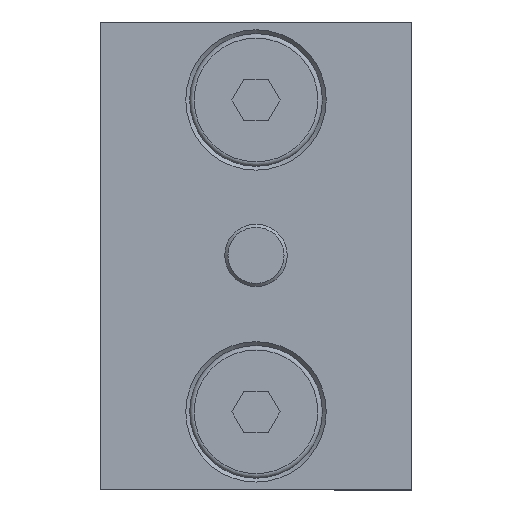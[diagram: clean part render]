
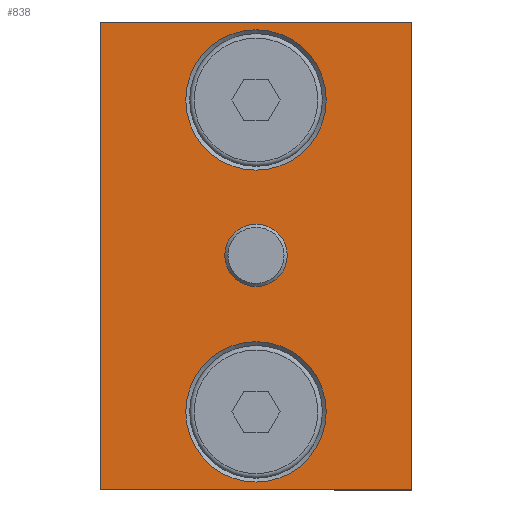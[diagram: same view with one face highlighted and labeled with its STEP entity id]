
A CAD part, top view. The second image highlights one B-rep face of the part: STEP entity #838.
In plain terms, the highlighted planar face has unit normal (0, 0, 1).
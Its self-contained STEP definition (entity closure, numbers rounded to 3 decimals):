
#54=CIRCLE('',#892,2.459);
#55=CIRCLE('',#893,6.75);
#56=CIRCLE('',#894,6.75);
#89=ORIENTED_EDGE('',*,*,#219,.F.);
#90=ORIENTED_EDGE('',*,*,#220,.T.);
#91=ORIENTED_EDGE('',*,*,#221,.T.);
#92=ORIENTED_EDGE('',*,*,#209,.F.);
#93=ORIENTED_EDGE('',*,*,#218,.F.);
#94=ORIENTED_EDGE('',*,*,#215,.F.);
#95=ORIENTED_EDGE('',*,*,#212,.F.);
#209=EDGE_CURVE('',#276,#277,#327,.T.);
#212=EDGE_CURVE('',#277,#279,#330,.T.);
#215=EDGE_CURVE('',#279,#281,#333,.T.);
#218=EDGE_CURVE('',#281,#276,#336,.T.);
#219=EDGE_CURVE('',#282,#282,#54,.T.);
#220=EDGE_CURVE('',#283,#283,#55,.T.);
#221=EDGE_CURVE('',#284,#284,#56,.T.);
#276=VERTEX_POINT('',#1126);
#277=VERTEX_POINT('',#1128);
#279=VERTEX_POINT('',#1134);
#281=VERTEX_POINT('',#1140);
#282=VERTEX_POINT('',#1147);
#283=VERTEX_POINT('',#1149);
#284=VERTEX_POINT('',#1151);
#327=LINE('',#1127,#375);
#330=LINE('',#1133,#378);
#333=LINE('',#1139,#381);
#336=LINE('',#1144,#384);
#375=VECTOR('',#954,1000.);
#378=VECTOR('',#959,1000.);
#381=VECTOR('',#964,1000.);
#384=VECTOR('',#969,1000.);
#425=EDGE_LOOP('',(#89));
#426=EDGE_LOOP('',(#90));
#427=EDGE_LOOP('',(#91));
#428=EDGE_LOOP('',(#92,#93,#94,#95));
#485=FACE_BOUND('',#425,.T.);
#486=FACE_BOUND('',#426,.T.);
#487=FACE_BOUND('',#427,.T.);
#488=FACE_BOUND('',#428,.T.);
#545=PLANE('',#891);
#838=ADVANCED_FACE('',(#485,#486,#487,#488),#545,.F.);
#891=AXIS2_PLACEMENT_3D('',#1145,#970,#971);
#892=AXIS2_PLACEMENT_3D('',#1146,#972,#973);
#893=AXIS2_PLACEMENT_3D('',#1148,#974,#975);
#894=AXIS2_PLACEMENT_3D('',#1150,#976,#977);
#954=DIRECTION('',(0.,1.,0.));
#959=DIRECTION('',(1.,0.,0.));
#964=DIRECTION('',(0.,-1.,0.));
#969=DIRECTION('',(-1.,0.,0.));
#970=DIRECTION('',(0.,0.,-1.));
#971=DIRECTION('',(-1.,0.,0.));
#972=DIRECTION('',(0.,0.,1.));
#973=DIRECTION('',(1.,0.,0.));
#974=DIRECTION('',(0.,0.,-1.));
#975=DIRECTION('',(0.,1.,0.));
#976=DIRECTION('',(0.,0.,-1.));
#977=DIRECTION('',(0.,1.,0.));
#1126=CARTESIAN_POINT('',(-22.5,-15.,8.));
#1127=CARTESIAN_POINT('',(-22.5,-15.,8.));
#1128=CARTESIAN_POINT('',(-22.5,15.,8.));
#1133=CARTESIAN_POINT('',(-22.5,15.,8.));
#1134=CARTESIAN_POINT('',(22.5,15.,8.));
#1139=CARTESIAN_POINT('',(22.5,15.,8.));
#1140=CARTESIAN_POINT('',(22.5,-15.,8.));
#1144=CARTESIAN_POINT('',(22.5,-15.,8.));
#1145=CARTESIAN_POINT('',(-22.5,15.,8.));
#1146=CARTESIAN_POINT('',(0.,0.,8.));
#1147=CARTESIAN_POINT('',(2.459,0.,8.));
#1148=CARTESIAN_POINT('',(15.,0.,8.));
#1149=CARTESIAN_POINT('',(15.,6.75,8.));
#1150=CARTESIAN_POINT('',(-15.,0.,8.));
#1151=CARTESIAN_POINT('',(-15.,6.75,8.));
